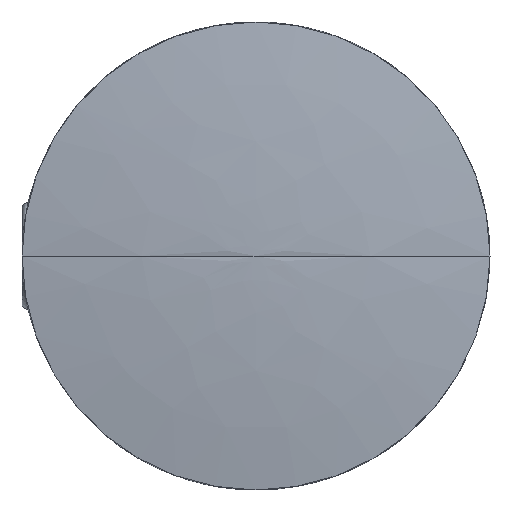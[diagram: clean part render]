
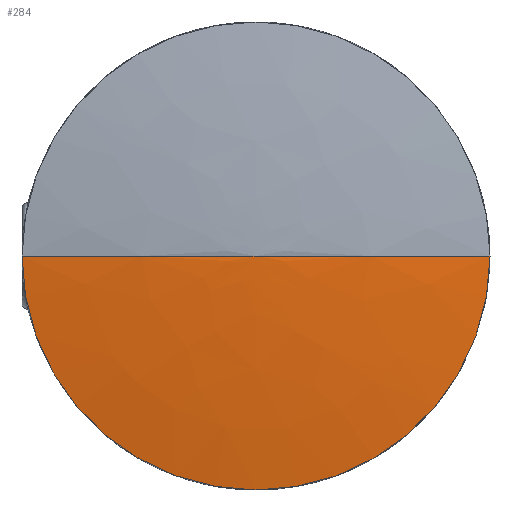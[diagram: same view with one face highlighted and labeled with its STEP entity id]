
A CAD part, left-side view. The second image highlights one B-rep face of the part: STEP entity #284.
In plain terms, the highlighted free-form (B-spline) face has degree [2, 3] with [3, 4] control points.
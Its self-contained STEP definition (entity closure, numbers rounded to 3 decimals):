
#141 = ORIENTED_EDGE ( 'NONE', *, *, #2299, .T. ) ;
#242 = CIRCLE ( 'NONE', #1662, 11. ) ;
#284 = ADVANCED_FACE ( 'NONE', ( #4177 ), #5594, .F. ) ;
#409 = CARTESIAN_POINT ( 'NONE',  ( -70.753, 0., 0. ) ) ;
#512 = DIRECTION ( 'NONE',  ( 0., 0., 1. ) ) ;
#656 = EDGE_CURVE ( 'NONE', #3710, #6832, #4026, .T. ) ;
#990 = EDGE_CURVE ( 'NONE', #5335, #1253, #4283, .T. ) ;
#1037 = ORIENTED_EDGE ( 'NONE', *, *, #656, .T. ) ;
#1050 = CARTESIAN_POINT ( 'NONE',  ( -70.753, 0., 0. ) ) ;
#1052 = CARTESIAN_POINT ( 'NONE',  ( -70.753, 0., 0. ) ) ;
#1082 = CARTESIAN_POINT ( 'NONE',  ( -70.753, 0., 0. ) ) ;
#1108 = AXIS2_PLACEMENT_3D ( 'NONE', #3128, #1535, #512 ) ;
#1253 = VERTEX_POINT ( 'NONE', #3181 ) ;
#1535 = DIRECTION ( 'NONE',  ( -1., 0., 0. ) ) ;
#1662 = AXIS2_PLACEMENT_3D ( 'NONE', #2644, #5739, #4670 ) ;
#2009 = EDGE_CURVE ( 'NONE', #5335, #6832, #2011, .T. ) ;
#2011 = B_SPLINE_CURVE_WITH_KNOTS ( 'NONE', 2,
 ( #2507, #4597, #409 ),
 .UNSPECIFIED., .F., .F.,
 ( 3, 3 ),
 ( 0., 1. ),
 .UNSPECIFIED. ) ;
#2037 = ORIENTED_EDGE ( 'NONE', *, *, #2009, .F. ) ;
#2299 = EDGE_CURVE ( 'NONE', #1253, #3710, #242, .T. ) ;
#2507 = CARTESIAN_POINT ( 'NONE',  ( -69.926, 11., 0. ) ) ;
#2526 = CARTESIAN_POINT ( 'NONE',  ( -69.926, -11., 0. ) ) ;
#2563 = CARTESIAN_POINT ( 'NONE',  ( -69.926, 11., -22. ) ) ;
#2600 = CARTESIAN_POINT ( 'NONE',  ( -70.773, -5.274, 0. ) ) ;
#2644 = CARTESIAN_POINT ( 'NONE',  ( -69.926, 0., 0. ) ) ;
#2817 = EDGE_LOOP ( 'NONE', ( #141, #1037, #2037, #4511 ) ) ;
#2952 = CARTESIAN_POINT ( 'NONE',  ( -70.773, -5.274, 0. ) ) ;
#3047 = CARTESIAN_POINT ( 'NONE',  ( -70.773, 5.274, -10.547 ) ) ;
#3128 = CARTESIAN_POINT ( 'NONE',  ( -69.926, 0., 0. ) ) ;
#3181 = CARTESIAN_POINT ( 'NONE',  ( -69.926, 0., -11. ) ) ;
#3186 = CARTESIAN_POINT ( 'NONE',  ( -69.926, 11., 0. ) ) ;
#3472 = CARTESIAN_POINT ( 'NONE',  ( -69.926, -11., 0. ) ) ;
#3662 = CARTESIAN_POINT ( 'NONE',  ( -70.753, 0., 0. ) ) ;
#3694 = CARTESIAN_POINT ( 'NONE',  ( -70.773, -5.274, -10.547 ) ) ;
#3710 = VERTEX_POINT ( 'NONE', #5025 ) ;
#4026 = B_SPLINE_CURVE_WITH_KNOTS ( 'NONE', 2,
 ( #3472, #2952, #6750 ),
 .UNSPECIFIED., .F., .F.,
 ( 3, 3 ),
 ( 0., 1. ),
 .UNSPECIFIED. ) ;
#4177 = FACE_OUTER_BOUND ( 'NONE', #2817, .T. ) ;
#4283 = CIRCLE ( 'NONE', #1108, 11. ) ;
#4511 = ORIENTED_EDGE ( 'NONE', *, *, #990, .T. ) ;
#4597 = CARTESIAN_POINT ( 'NONE',  ( -70.773, 5.274, 0. ) ) ;
#4670 = DIRECTION ( 'NONE',  ( 0., 0., 1. ) ) ;
#5025 = CARTESIAN_POINT ( 'NONE',  ( -69.926, -11., 0. ) ) ;
#5277 = CARTESIAN_POINT ( 'NONE',  ( -70.753, 0., 0. ) ) ;
#5335 = VERTEX_POINT ( 'NONE', #3186 ) ;
#5594 =( BOUNDED_SURFACE ( )  B_SPLINE_SURFACE ( 2, 3, ( 
 ( #5793, #2563, #5690, #2526 ),
 ( #6739, #3047, #3694, #2600 ),
 ( #3662, #1082, #1050, #5277 ) ),
 .UNSPECIFIED., .F., .F., .F. ) 
 B_SPLINE_SURFACE_WITH_KNOTS ( ( 3, 3 ),
 ( 4, 4 ),
 ( 0., 1. ),
 ( 0., 1. ),
 .UNSPECIFIED. ) 
 GEOMETRIC_REPRESENTATION_ITEM ( )  RATIONAL_B_SPLINE_SURFACE ( (
 ( 1., 0.333, 0.333, 1.),
 ( 1., 0.333, 0.333, 1.),
 ( 1., 0.333, 0.333, 1.) ) ) 
 REPRESENTATION_ITEM ( '' )  SURFACE ( )  );
#5690 = CARTESIAN_POINT ( 'NONE',  ( -69.926, -11., -22. ) ) ;
#5739 = DIRECTION ( 'NONE',  ( -1., 0., 0. ) ) ;
#5793 = CARTESIAN_POINT ( 'NONE',  ( -69.926, 11., 0. ) ) ;
#6739 = CARTESIAN_POINT ( 'NONE',  ( -70.773, 5.274, 0. ) ) ;
#6750 = CARTESIAN_POINT ( 'NONE',  ( -70.753, 0., 0. ) ) ;
#6832 = VERTEX_POINT ( 'NONE', #1052 ) ;
